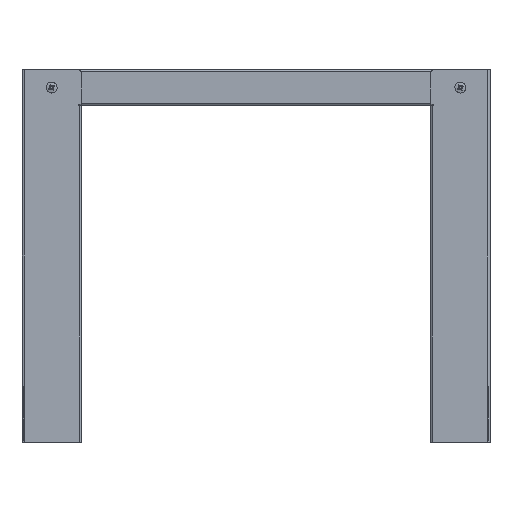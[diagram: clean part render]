
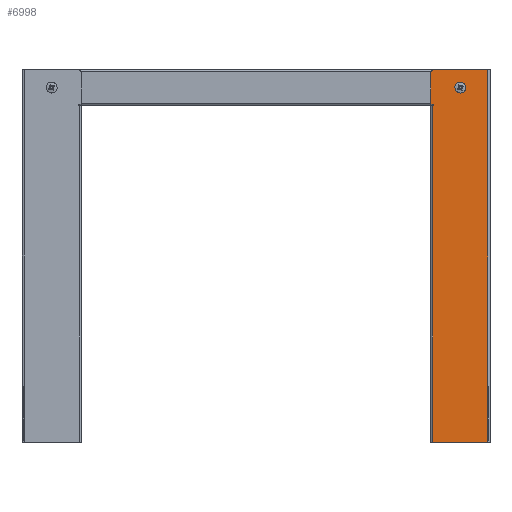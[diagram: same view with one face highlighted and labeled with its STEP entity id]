
A CAD part, front view. The second image highlights one B-rep face of the part: STEP entity #6998.
In plain terms, the highlighted face is planar.
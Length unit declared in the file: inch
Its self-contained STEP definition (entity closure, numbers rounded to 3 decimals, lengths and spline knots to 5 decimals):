
#419 = VERTEX_POINT ( 'NONE', #1971 ) ;
#444 = VERTEX_POINT ( 'NONE', #5923 ) ;
#463 = CARTESIAN_POINT ( 'NONE',  ( -0.07874, 0., 0. ) ) ;
#478 = ORIENTED_EDGE ( 'NONE', *, *, #7264, .F. ) ;
#587 = EDGE_CURVE ( 'NONE', #919, #3785, #9970, .T. ) ;
#619 = EDGE_CURVE ( 'NONE', #419, #919, #7335, .T. ) ;
#634 = VERTEX_POINT ( 'NONE', #6208 ) ;
#718 = ORIENTED_EDGE ( 'NONE', *, *, #5273, .T. ) ;
#723 = VECTOR ( 'NONE', #10048, 39.37008 ) ;
#783 = DIRECTION ( 'NONE',  ( 0., -1., 0. ) ) ;
#887 = CARTESIAN_POINT ( 'NONE',  ( -0.07874, 1.13386, 6.43701 ) ) ;
#919 = VERTEX_POINT ( 'NONE', #9474 ) ;
#1058 = EDGE_CURVE ( 'NONE', #6897, #634, #11697, .T. ) ;
#1270 = EDGE_CURVE ( 'NONE', #5387, #3517, #8570, .T. ) ;
#1399 = LINE ( 'NONE', #9687, #3305 ) ;
#1658 = EDGE_CURVE ( 'NONE', #444, #6861, #11250, .T. ) ;
#1751 = VECTOR ( 'NONE', #6718, 39.37008 ) ;
#1842 = VECTOR ( 'NONE', #8879, 39.37008 ) ;
#1971 = CARTESIAN_POINT ( 'NONE',  ( -0.07874, 1.17323, -7.91339 ) ) ;
#2009 = EDGE_CURVE ( 'NONE', #6568, #7990, #3671, .T. ) ;
#2256 = FACE_OUTER_BOUND ( 'NONE', #10747, .T. ) ;
#2288 = DIRECTION ( 'NONE',  ( 0., -1., 0. ) ) ;
#2318 = DIRECTION ( 'NONE',  ( 0., 0., 1. ) ) ;
#2512 = AXIS2_PLACEMENT_3D ( 'NONE', #463, #6899, #2318 ) ;
#2967 = DIRECTION ( 'NONE',  ( -1., 0., 0. ) ) ;
#3044 = CARTESIAN_POINT ( 'NONE',  ( -0.07874, 1.25984, 7.79528 ) ) ;
#3065 = DIRECTION ( 'NONE',  ( 1., 0., 0. ) ) ;
#3157 = FACE_BOUND ( 'NONE', #3226, .T. ) ;
#3226 = EDGE_LOOP ( 'NONE', ( #5061, #9717 ) ) ;
#3305 = VECTOR ( 'NONE', #2288, 39.37008 ) ;
#3381 = AXIS2_PLACEMENT_3D ( 'NONE', #7547, #2967, #7846 ) ;
#3411 = CARTESIAN_POINT ( 'NONE',  ( -0.07874, 1.14173, 7.91339 ) ) ;
#3514 = EDGE_CURVE ( 'NONE', #6861, #444, #11885, .T. ) ;
#3517 = VERTEX_POINT ( 'NONE', #8607 ) ;
#3671 = LINE ( 'NONE', #10214, #723 ) ;
#3785 = VERTEX_POINT ( 'NONE', #6454 ) ;
#3948 = ORIENTED_EDGE ( 'NONE', *, *, #2009, .F. ) ;
#3961 = DIRECTION ( 'NONE',  ( 0., 0., -1. ) ) ;
#4140 = CARTESIAN_POINT ( 'NONE',  ( -0.07874, -1.17323, 7.91339 ) ) ;
#4905 = VECTOR ( 'NONE', #783, 39.37008 ) ;
#5002 = VECTOR ( 'NONE', #9902, 39.37008 ) ;
#5061 = ORIENTED_EDGE ( 'NONE', *, *, #3514, .T. ) ;
#5090 = CARTESIAN_POINT ( 'NONE',  ( -0.07874, 1.13386, 6.43701 ) ) ;
#5273 = EDGE_CURVE ( 'NONE', #3517, #634, #11284, .T. ) ;
#5387 = VERTEX_POINT ( 'NONE', #3411 ) ;
#5923 = CARTESIAN_POINT ( 'NONE',  ( -0.07874, 0., 7.30315 ) ) ;
#5942 = PLANE ( 'NONE',  #2512 ) ;
#6208 = CARTESIAN_POINT ( 'NONE',  ( -0.07874, 1.25984, 6.43701 ) ) ;
#6447 = DIRECTION ( 'NONE',  ( 0., 0., 1. ) ) ;
#6454 = CARTESIAN_POINT ( 'NONE',  ( -0.07874, 1.13386, 6.39764 ) ) ;
#6490 = ORIENTED_EDGE ( 'NONE', *, *, #1270, .T. ) ;
#6496 = CARTESIAN_POINT ( 'NONE',  ( -0.07874, 0., 7.00787 ) ) ;
#6568 = VERTEX_POINT ( 'NONE', #4140 ) ;
#6569 = VECTOR ( 'NONE', #10066, 39.37008 ) ;
#6647 = DIRECTION ( 'NONE',  ( 1., 0., 0. ) ) ;
#6718 = DIRECTION ( 'NONE',  ( 0., 1., 0. ) ) ;
#6799 = ORIENTED_EDGE ( 'NONE', *, *, #8431, .T. ) ;
#6861 = VERTEX_POINT ( 'NONE', #6496 ) ;
#6897 = VERTEX_POINT ( 'NONE', #5090 ) ;
#6899 = DIRECTION ( 'NONE',  ( -1., 0., 0. ) ) ;
#6995 = ORIENTED_EDGE ( 'NONE', *, *, #1058, .F. ) ;
#6998 = ADVANCED_FACE ( 'NONE', ( #3157, #2256 ), #5942, .T. ) ;
#7036 = ORIENTED_EDGE ( 'NONE', *, *, #587, .F. ) ;
#7264 = EDGE_CURVE ( 'NONE', #3785, #6897, #9226, .T. ) ;
#7277 = CARTESIAN_POINT ( 'NONE',  ( -0.07874, 1.17323, 6.39764 ) ) ;
#7335 = LINE ( 'NONE', #11655, #11041 ) ;
#7547 = CARTESIAN_POINT ( 'NONE',  ( -0.07874, 1.14173, 7.79528 ) ) ;
#7846 = DIRECTION ( 'NONE',  ( 0., 0., 1. ) ) ;
#7896 = EDGE_CURVE ( 'NONE', #419, #7990, #1399, .T. ) ;
#7990 = VERTEX_POINT ( 'NONE', #8847 ) ;
#8431 = EDGE_CURVE ( 'NONE', #6568, #5387, #8509, .T. ) ;
#8509 = LINE ( 'NONE', #10241, #1751 ) ;
#8570 = CIRCLE ( 'NONE', #3381, 0.11811 ) ;
#8591 = ORIENTED_EDGE ( 'NONE', *, *, #7896, .T. ) ;
#8607 = CARTESIAN_POINT ( 'NONE',  ( -0.07874, 1.25984, 7.79528 ) ) ;
#8847 = CARTESIAN_POINT ( 'NONE',  ( -0.07874, -1.17323, -7.91339 ) ) ;
#8879 = DIRECTION ( 'NONE',  ( 0., 1., 0. ) ) ;
#9016 = ORIENTED_EDGE ( 'NONE', *, *, #619, .F. ) ;
#9226 = LINE ( 'NONE', #10011, #6569 ) ;
#9474 = CARTESIAN_POINT ( 'NONE',  ( -0.07874, 1.17323, 6.39764 ) ) ;
#9616 = CARTESIAN_POINT ( 'NONE',  ( -0.07874, 0., 7.15551 ) ) ;
#9687 = CARTESIAN_POINT ( 'NONE',  ( -0.07874, 1.17323, -7.91339 ) ) ;
#9717 = ORIENTED_EDGE ( 'NONE', *, *, #1658, .T. ) ;
#9902 = DIRECTION ( 'NONE',  ( 0., 0., -1. ) ) ;
#9970 = LINE ( 'NONE', #7277, #4905 ) ;
#10011 = CARTESIAN_POINT ( 'NONE',  ( -0.07874, 1.13386, 6.39764 ) ) ;
#10048 = DIRECTION ( 'NONE',  ( 0., 0., -1. ) ) ;
#10066 = DIRECTION ( 'NONE',  ( 0., 0., 1. ) ) ;
#10214 = CARTESIAN_POINT ( 'NONE',  ( -0.07874, -1.17323, 7.91339 ) ) ;
#10241 = CARTESIAN_POINT ( 'NONE',  ( -0.07874, -1.17323, 7.91339 ) ) ;
#10347 = AXIS2_PLACEMENT_3D ( 'NONE', #9616, #3065, #3961 ) ;
#10747 = EDGE_LOOP ( 'NONE', ( #6490, #718, #6995, #478, #7036, #9016, #8591, #3948, #6799 ) ) ;
#10956 = DIRECTION ( 'NONE',  ( 0., 0., 1. ) ) ;
#11041 = VECTOR ( 'NONE', #6447, 39.37008 ) ;
#11132 = CARTESIAN_POINT ( 'NONE',  ( -0.07874, 0., 7.15551 ) ) ;
#11250 = CIRCLE ( 'NONE', #11835, 0.14764 ) ;
#11284 = LINE ( 'NONE', #3044, #5002 ) ;
#11655 = CARTESIAN_POINT ( 'NONE',  ( -0.07874, 1.17323, -7.91339 ) ) ;
#11697 = LINE ( 'NONE', #887, #1842 ) ;
#11835 = AXIS2_PLACEMENT_3D ( 'NONE', #11132, #6647, #10956 ) ;
#11885 = CIRCLE ( 'NONE', #10347, 0.14764 ) ;
